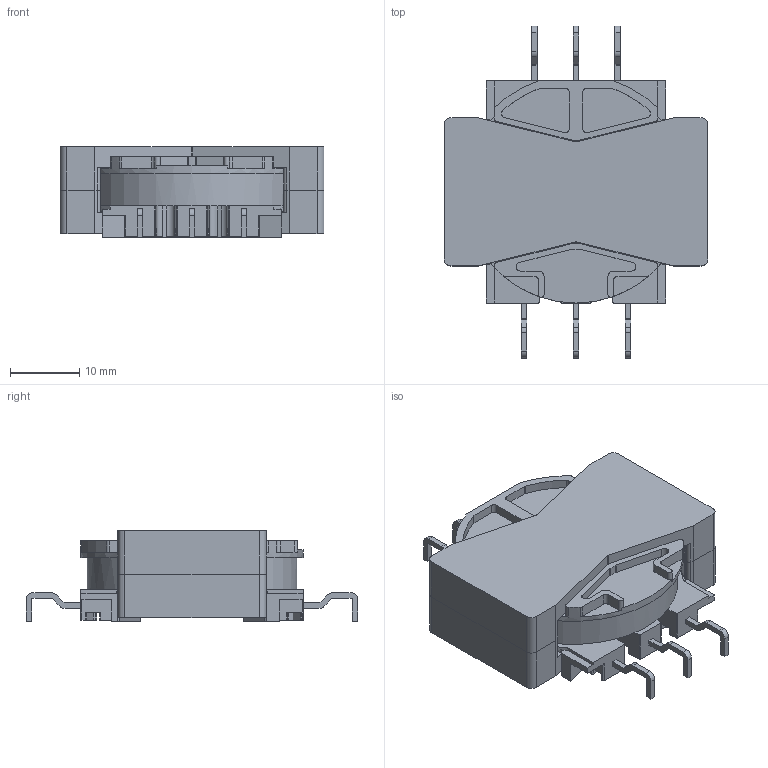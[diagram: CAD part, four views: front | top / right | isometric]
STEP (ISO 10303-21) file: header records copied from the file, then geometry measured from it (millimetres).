
FILE_DESCRIPTION( ( 'Unknown' ), '1' );
FILE_NAME( '760806302.stp', 'Unknown', ( 'Unknown' ), ( 'Unknown' ), 'PSStep 13.0', 'Unknown', ' ' );
FILE_SCHEMA( ( 'AUTOMOTIVE_DESIGN { 1 0 10303 214 1 1 1 1 }' ) );
Length unit declared in the file: millimetre
Products named in the file (3): Assem1; bobbin THT_PQ38-11; core_PQ38
Bounding box: 38 x 47.8 x 13.03 mm (x, y, z)
Volume: 19022.9 mm3; surface area: 14275.4 mm2
Topology: 5 solids, 5 shells, 754 faces, 2155 edges, 1428 vertices
Faces by surface type: plane 435, cylinder 319
Full cylindrical faces by diameter (mm): 14.3 x3, 14.75 x2, 30.354 x2, 32 x2
Entity records: 14675 total; most frequent: DIRECTION 2079, CARTESIAN_POINT 2064, ORIENTED_EDGE 2044, EDGE_CURVE 1022, AXIS2_PLACEMENT_3D 694, LINE 691, VECTOR 691, VERTEX_POINT 679
